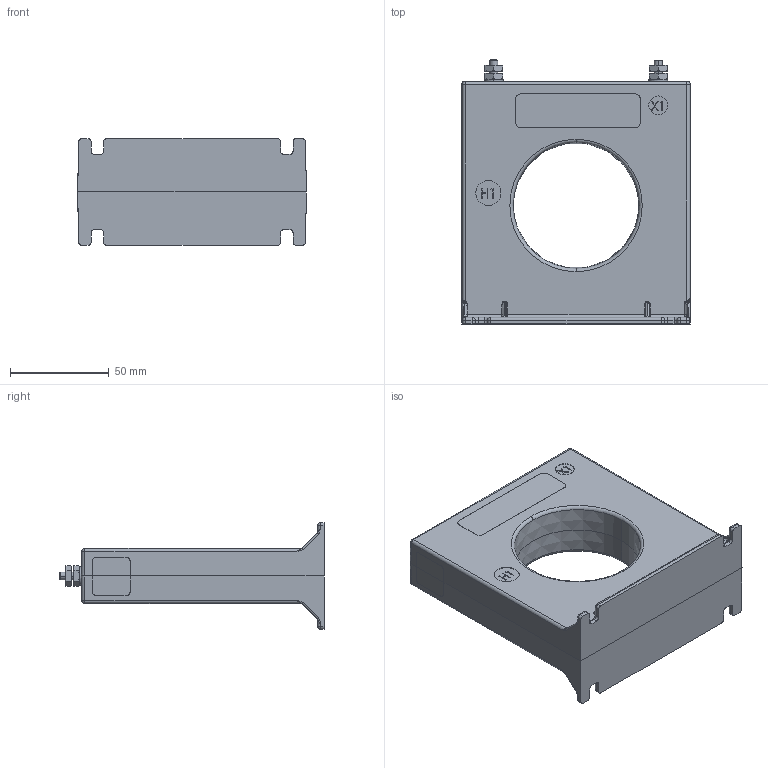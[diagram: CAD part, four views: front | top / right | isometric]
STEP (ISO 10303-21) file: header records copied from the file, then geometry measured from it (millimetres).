
FILE_DESCRIPTION (( 'STEP AP214' ), '1' );
FILE_NAME ('CTF-7SFT-0800.step', '2018-11-07T15:55:07', ( '' ), ( '' ), 'SwSTEP 2.0', 'SolidWorks 2018', '' );
FILE_SCHEMA (( 'AUTOMOTIVE_DESIGN' ));
Length unit declared in the file: inch
Products named in the file (1): CTF-7SFT-0800
Bounding box: 115.93 x 133.85 x 54.1 mm (x, y, z)
Volume: 318135.1 mm3; surface area: 74688.3 mm2
Topology: 14 solids, 14 shells, 467 faces, 1163 edges, 700 vertices
Faces by surface type: plane 172, cylinder 143, cone 56, bspline 56, torus 24, sphere 16
Entity records: 28472 total; most frequent: CARTESIAN_POINT 17909, ORIENTED_EDGE 2258, DIRECTION 1941, EDGE_CURVE 1129, VERTEX_POINT 696, AXIS2_PLACEMENT_3D 686, VECTOR 569, LINE 569
